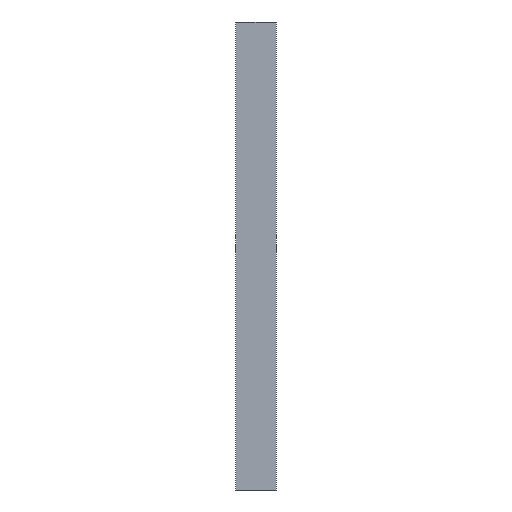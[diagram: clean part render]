
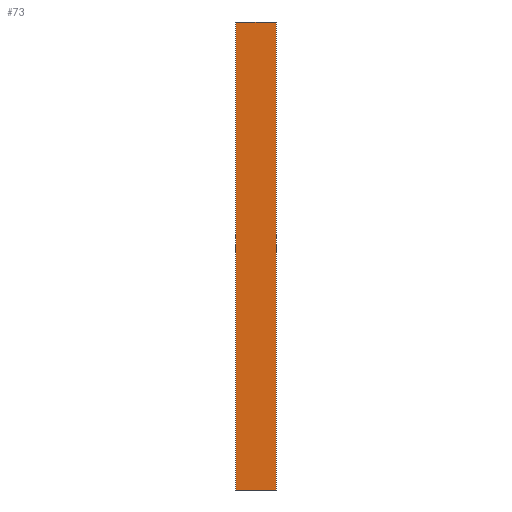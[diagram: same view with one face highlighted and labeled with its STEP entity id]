
A CAD part, left-side view. The second image highlights one B-rep face of the part: STEP entity #73.
In plain terms, the highlighted planar face has unit normal (-1, 0, 0).
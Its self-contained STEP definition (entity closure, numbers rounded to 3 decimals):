
#73=ADVANCED_FACE('',(#159),#160,.T.);
#159=FACE_OUTER_BOUND('',#275,.T.);
#160=PLANE('',#276);
#275=EDGE_LOOP('',(#526,#527,#528,#529));
#276=AXIS2_PLACEMENT_3D('',#530,#531,#532);
#526=ORIENTED_EDGE('',*,*,#929,.T.);
#527=ORIENTED_EDGE('',*,*,#930,.F.);
#528=ORIENTED_EDGE('',*,*,#931,.T.);
#529=ORIENTED_EDGE('',*,*,#927,.T.);
#530=CARTESIAN_POINT('',(-107.5,43.75,0.0));
#531=DIRECTION('',(-1.0,0.,0.0));
#532=DIRECTION('',(0.,-1.0,0.0));
#927=EDGE_CURVE('',#1150,#1148,#1151,.T.);
#929=EDGE_CURVE('',#1148,#1153,#1154,.T.);
#930=EDGE_CURVE('',#1155,#1153,#1156,.T.);
#931=EDGE_CURVE('',#1155,#1150,#1157,.T.);
#1148=VERTEX_POINT('',#1473);
#1150=VERTEX_POINT('',#1475);
#1151=LINE('',#1476,#1477);
#1153=VERTEX_POINT('',#1479);
#1154=LINE('',#1480,#1481);
#1155=VERTEX_POINT('',#1482);
#1156=LINE('',#1483,#1484);
#1157=LINE('',#1485,#1486);
#1473=CARTESIAN_POINT('',(-107.5,1.,1000.0));
#1475=CARTESIAN_POINT('',(-107.5,1.,0.0));
#1476=CARTESIAN_POINT('',(-107.5,1.,0.0));
#1477=VECTOR('',#1827,1.0);
#1479=CARTESIAN_POINT('',(-107.5,86.5,1000.0));
#1480=CARTESIAN_POINT('',(-107.5,86.5,1000.0));
#1481=VECTOR('',#1831,1.0);
#1482=CARTESIAN_POINT('',(-107.5,86.5,0.0));
#1483=CARTESIAN_POINT('',(-107.5,86.5,0.0));
#1484=VECTOR('',#1832,1.0);
#1485=CARTESIAN_POINT('',(-107.5,86.5,0.0));
#1486=VECTOR('',#1833,1.0);
#1827=DIRECTION('',(0.0,0.0,1.0));
#1831=DIRECTION('',(0.,1.0,0.0));
#1832=DIRECTION('',(0.0,0.0,1.0));
#1833=DIRECTION('',(0.,-1.0,0.0));
